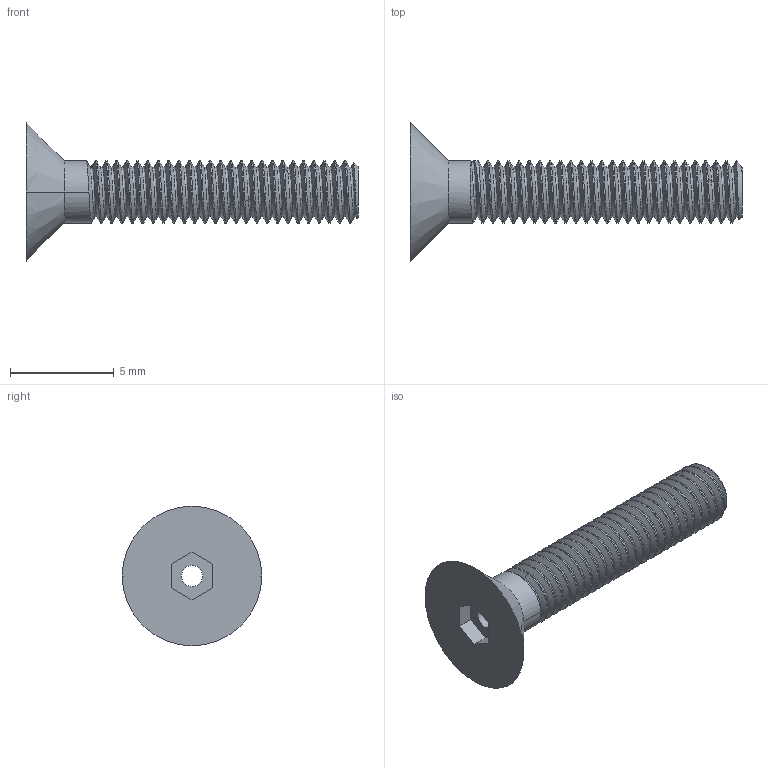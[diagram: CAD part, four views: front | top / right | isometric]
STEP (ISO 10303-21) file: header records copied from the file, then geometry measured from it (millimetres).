
FILE_DESCRIPTION((''),'2;1');
FILE_NAME('001_FLAT_HEAD_SOCKET_MM_ASM','2023-10-25T',('SYSTEM'),(''),'PRO/ENGINEER BY PARAMETRIC TECHNOLOGY CORPORATION, 2016360','PRO/ENGINEER BY PARAMETRIC TECHNOLOGY CORPORATION, 2016360','');
FILE_SCHEMA(('AUTOMOTIVE_DESIGN { 1 0 10303 214 1 1 1 1 }'));
Length unit declared in the file: millimetre
Products named in the file (2): MFA-305; 001_FLAT_HEAD_SOCKET_MM_ASM
Assembly tree (1 placements, depth 2):
  001_FLAT_HEAD_SOCKET_MM_ASM
    MFA-305
Bounding box: 16 x 6.72 x 6.72 mm (x, y, z)
Volume: 103.2 mm3; surface area: 327.5 mm2
Topology: 1 solids, 1 shells, 91 faces, 248 edges, 160 vertices
Faces by surface type: cylinder 54, bspline 23, plane 9, cone 5
Entity records: 9670 total; most frequent: CARTESIAN_POINT 7515, ORIENTED_EDGE 496, DIRECTION 255, EDGE_CURVE 248, VERTEX_POINT 160, B_SPLINE_CURVE_WITH_KNOTS 147, COLOUR_RGB 110, EDGE_LOOP 94
